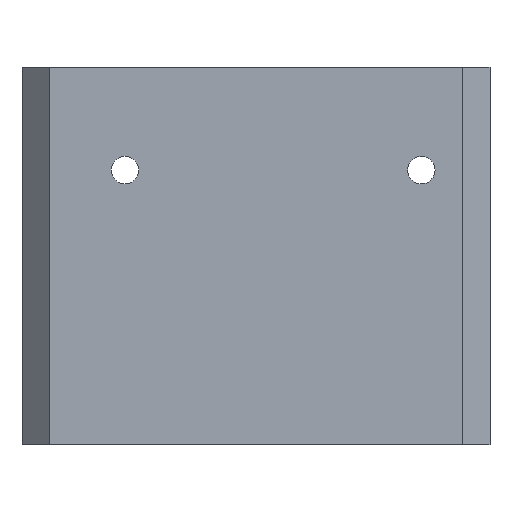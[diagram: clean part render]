
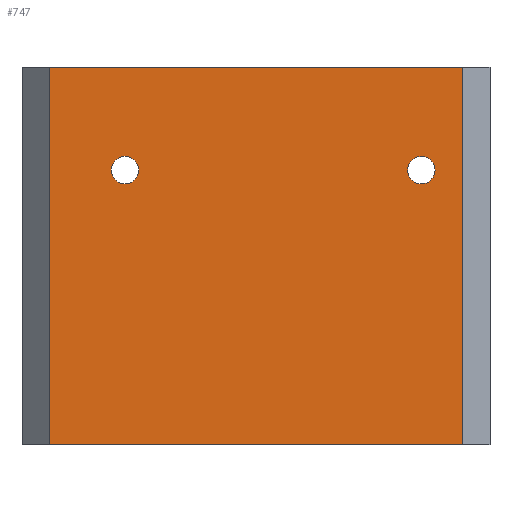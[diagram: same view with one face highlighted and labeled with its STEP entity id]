
A CAD part, left-side view. The second image highlights one B-rep face of the part: STEP entity #747.
In plain terms, the highlighted planar face has unit normal (-1, 0, 0).
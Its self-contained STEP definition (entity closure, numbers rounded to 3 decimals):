
#19=FACE_BOUND('',#82,.T.);
#20=FACE_BOUND('',#83,.T.);
#34=CIRCLE('',#800,2.);
#35=CIRCLE('',#801,2.);
#43=FACE_OUTER_BOUND('',#81,.T.);
#81=EDGE_LOOP('',(#506,#507,#508,#509));
#82=EDGE_LOOP('',(#510));
#83=EDGE_LOOP('',(#511));
#136=LINE('',#1044,#233);
#137=LINE('',#1047,#234);
#138=LINE('',#1049,#235);
#139=LINE('',#1050,#236);
#233=VECTOR('',#851,10.);
#234=VECTOR('',#854,10.);
#235=VECTOR('',#855,10.);
#236=VECTOR('',#856,10.);
#327=VERTEX_POINT('',#1037);
#330=VERTEX_POINT('',#1042);
#331=VERTEX_POINT('',#1046);
#332=VERTEX_POINT('',#1048);
#333=VERTEX_POINT('',#1051);
#334=VERTEX_POINT('',#1053);
#400=EDGE_CURVE('',#330,#327,#136,.T.);
#401=EDGE_CURVE('',#330,#331,#137,.T.);
#402=EDGE_CURVE('',#332,#331,#138,.T.);
#403=EDGE_CURVE('',#327,#332,#139,.T.);
#404=EDGE_CURVE('',#333,#333,#34,.T.);
#405=EDGE_CURVE('',#334,#334,#35,.T.);
#506=ORIENTED_EDGE('',*,*,#400,.F.);
#507=ORIENTED_EDGE('',*,*,#401,.T.);
#508=ORIENTED_EDGE('',*,*,#402,.F.);
#509=ORIENTED_EDGE('',*,*,#403,.F.);
#510=ORIENTED_EDGE('',*,*,#404,.T.);
#511=ORIENTED_EDGE('',*,*,#405,.T.);
#713=PLANE('',#799);
#747=ADVANCED_FACE('',(#43,#19,#20),#713,.T.);
#799=AXIS2_PLACEMENT_3D('',#1045,#852,#853);
#800=AXIS2_PLACEMENT_3D('',#1052,#857,#858);
#801=AXIS2_PLACEMENT_3D('',#1054,#859,#860);
#851=DIRECTION('',(0.,0.,-1.));
#852=DIRECTION('center_axis',(-1.,0.,0.));
#853=DIRECTION('ref_axis',(0.,1.,0.));
#854=DIRECTION('',(0.,1.,0.));
#855=DIRECTION('',(0.,0.,1.));
#856=DIRECTION('',(0.,1.,0.));
#857=DIRECTION('center_axis',(1.,0.,0.));
#858=DIRECTION('ref_axis',(0.,-1.,0.));
#859=DIRECTION('center_axis',(1.,0.,0.));
#860=DIRECTION('ref_axis',(0.,-1.,0.));
#1037=CARTESIAN_POINT('',(-17.5,-27.575,-55.));
#1042=CARTESIAN_POINT('',(-17.5,-27.575,0.));
#1044=CARTESIAN_POINT('',(-17.5,-27.575,0.));
#1045=CARTESIAN_POINT('Origin',(-17.5,-31.575,0.));
#1046=CARTESIAN_POINT('',(-17.5,32.575,0.));
#1047=CARTESIAN_POINT('',(-17.5,-31.575,0.));
#1048=CARTESIAN_POINT('',(-17.5,32.575,-55.));
#1049=CARTESIAN_POINT('',(-17.5,32.575,0.));
#1050=CARTESIAN_POINT('',(-17.5,-31.575,-55.));
#1051=CARTESIAN_POINT('',(-17.5,-19.575,-15.));
#1052=CARTESIAN_POINT('Origin',(-17.5,-21.575,-15.));
#1053=CARTESIAN_POINT('',(-17.5,23.575,-15.));
#1054=CARTESIAN_POINT('Origin',(-17.5,21.575,-15.));
